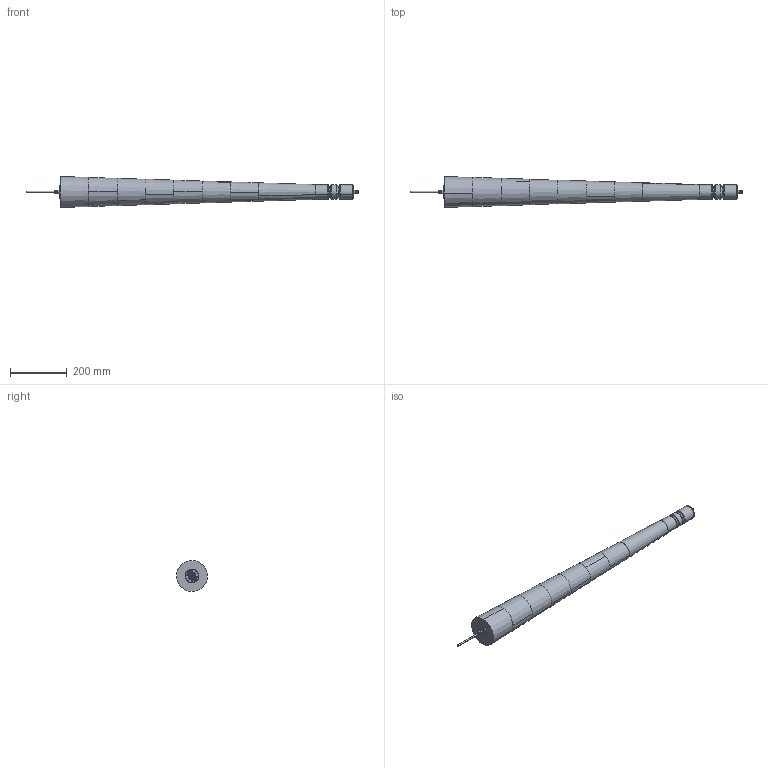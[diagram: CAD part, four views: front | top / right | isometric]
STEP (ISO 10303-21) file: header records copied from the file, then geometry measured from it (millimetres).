
FILE_DESCRIPTION (( 'STEP AP203' ), '1' );
FILE_NAME ('PM500xxxxxxxxxXGTS (H;800).STEP', '2021-12-01T12:58:46', ( '' ), ( '' ), 'SwSTEP 2.0', 'SolidWorks 2020', '' );
FILE_SCHEMA (( 'CONFIG_CONTROL_DESIGN' ));
Length unit declared in the file: millimetre
Products named in the file (1): PM500xxxxxxxxxXGTS (H;800)
Bounding box: 1172 x 109.28 x 109.28 mm (x, y, z)
Volume: 5079112.5 mm3; surface area: 266917.4 mm2
Topology: 1 solids, 1 shells, 379 faces, 944 edges, 611 vertices
Faces by surface type: plane 194, bspline 88, cylinder 41, torus 34, cone 22
Entity records: 15590 total; most frequent: CARTESIAN_POINT 6967, ORIENTED_EDGE 1888, DIRECTION 1515, EDGE_CURVE 944, VERTEX_POINT 611, LINE 557, VECTOR 557, AXIS2_PLACEMENT_3D 479
